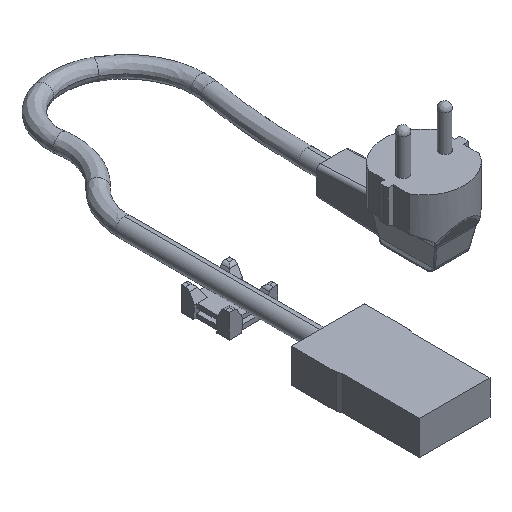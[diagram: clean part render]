
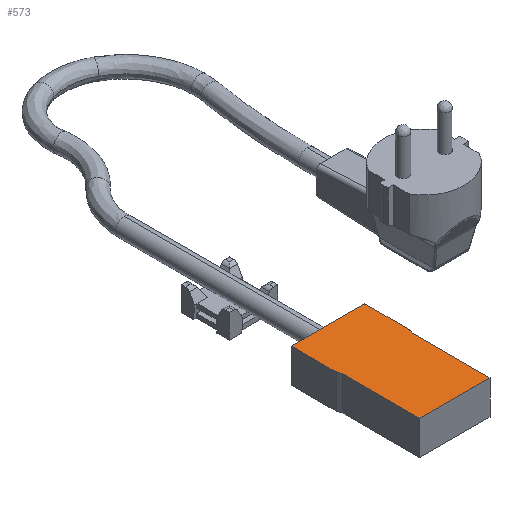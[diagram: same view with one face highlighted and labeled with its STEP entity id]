
A CAD part, isometric view. The second image highlights one B-rep face of the part: STEP entity #573.
In plain terms, the highlighted planar face has unit normal (0, 0, 1).
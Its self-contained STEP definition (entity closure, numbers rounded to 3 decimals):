
#15 = VECTOR ( 'NONE', #2866, 1000. ) ;
#227 = VERTEX_POINT ( 'NONE', #6387 ) ;
#313 = EDGE_LOOP ( 'NONE', ( #2852, #5677, #917, #2089, #5175, #4182, #2281, #878 ) ) ;
#405 = EDGE_CURVE ( 'NONE', #7005, #4033, #6359, .T. ) ;
#448 = VECTOR ( 'NONE', #4475, 1000. ) ;
#573 = ADVANCED_FACE ( 'NONE', ( #1534 ), #3050, .T. ) ;
#676 = LINE ( 'NONE', #2791, #5896 ) ;
#762 = LINE ( 'NONE', #2046, #6420 ) ;
#878 = ORIENTED_EDGE ( 'NONE', *, *, #2978, .T. ) ;
#917 = ORIENTED_EDGE ( 'NONE', *, *, #5620, .T. ) ;
#1026 = LINE ( 'NONE', #6819, #1444 ) ;
#1444 = VECTOR ( 'NONE', #6770, 1000. ) ;
#1534 = FACE_OUTER_BOUND ( 'NONE', #313, .T. ) ;
#1536 = CARTESIAN_POINT ( 'NONE',  ( -52.934, -47.636, -17.4 ) ) ;
#1703 = CARTESIAN_POINT ( 'NONE',  ( -85.014, -83.106, -17.4 ) ) ;
#2015 = CARTESIAN_POINT ( 'NONE',  ( -76.508, -23.991, -17.4 ) ) ;
#2046 = CARTESIAN_POINT ( 'NONE',  ( -85.014, -23.991, -17.4 ) ) ;
#2057 = CARTESIAN_POINT ( 'NONE',  ( -85.724, -23.991, -17.4 ) ) ;
#2089 = ORIENTED_EDGE ( 'NONE', *, *, #405, .T. ) ;
#2135 = EDGE_CURVE ( 'NONE', #2162, #3740, #762, .T. ) ;
#2162 = VERTEX_POINT ( 'NONE', #4132 ) ;
#2281 = ORIENTED_EDGE ( 'NONE', *, *, #6261, .T. ) ;
#2459 = DIRECTION ( 'NONE',  ( 0.33, -0.944, 0. ) ) ;
#2511 = CARTESIAN_POINT ( 'NONE',  ( -52.224, -45.606, -17.4 ) ) ;
#2791 = CARTESIAN_POINT ( 'NONE',  ( -76.508, -83.106, -17.4 ) ) ;
#2852 = ORIENTED_EDGE ( 'NONE', *, *, #2135, .T. ) ;
#2866 = DIRECTION ( 'NONE',  ( 0.33, 0.944, 0. ) ) ;
#2975 = DIRECTION ( 'NONE',  ( 0., 0., 1. ) ) ;
#2978 = EDGE_CURVE ( 'NONE', #4876, #2162, #4289, .T. ) ;
#3050 = PLANE ( 'NONE',  #6329 ) ;
#3130 = VECTOR ( 'NONE', #4806, 1000. ) ;
#3213 = DIRECTION ( 'NONE',  ( 0., -1., 0. ) ) ;
#3242 = EDGE_CURVE ( 'NONE', #6907, #4033, #5688, .T. ) ;
#3337 = DIRECTION ( 'NONE',  ( 1., 0., 0. ) ) ;
#3481 = LINE ( 'NONE', #2057, #6422 ) ;
#3653 = CARTESIAN_POINT ( 'NONE',  ( -52.224, -25.106, -17.4 ) ) ;
#3679 = DIRECTION ( 'NONE',  ( 0., -1., 0. ) ) ;
#3740 = VERTEX_POINT ( 'NONE', #1703 ) ;
#3893 = CARTESIAN_POINT ( 'NONE',  ( -52.224, -35.356, -17.4 ) ) ;
#3905 = CARTESIAN_POINT ( 'NONE',  ( -52.934, -47.636, -17.4 ) ) ;
#4033 = VERTEX_POINT ( 'NONE', #2511 ) ;
#4132 = CARTESIAN_POINT ( 'NONE',  ( -85.014, -47.636, -17.4 ) ) ;
#4182 = ORIENTED_EDGE ( 'NONE', *, *, #6985, .F. ) ;
#4289 = LINE ( 'NONE', #6825, #5515 ) ;
#4475 = DIRECTION ( 'NONE',  ( 0., -1., 0. ) ) ;
#4737 = CARTESIAN_POINT ( 'NONE',  ( -76.508, -25.106, -17.4 ) ) ;
#4806 = DIRECTION ( 'NONE',  ( 1., 0., 0. ) ) ;
#4876 = VERTEX_POINT ( 'NONE', #6321 ) ;
#4988 = VERTEX_POINT ( 'NONE', #5560 ) ;
#5029 = LINE ( 'NONE', #4737, #3130 ) ;
#5175 = ORIENTED_EDGE ( 'NONE', *, *, #3242, .F. ) ;
#5515 = VECTOR ( 'NONE', #2459, 1000. ) ;
#5560 = CARTESIAN_POINT ( 'NONE',  ( -52.934, -83.106, -17.4 ) ) ;
#5620 = EDGE_CURVE ( 'NONE', #4988, #7005, #1026, .T. ) ;
#5677 = ORIENTED_EDGE ( 'NONE', *, *, #6323, .T. ) ;
#5688 = LINE ( 'NONE', #3893, #448 ) ;
#5896 = VECTOR ( 'NONE', #3337, 1000. ) ;
#6261 = EDGE_CURVE ( 'NONE', #227, #4876, #3481, .T. ) ;
#6321 = CARTESIAN_POINT ( 'NONE',  ( -85.724, -45.606, -17.4 ) ) ;
#6323 = EDGE_CURVE ( 'NONE', #3740, #4988, #676, .T. ) ;
#6329 = AXIS2_PLACEMENT_3D ( 'NONE', #2015, #2975, #6882 ) ;
#6359 = LINE ( 'NONE', #3905, #15 ) ;
#6387 = CARTESIAN_POINT ( 'NONE',  ( -85.724, -25.106, -17.4 ) ) ;
#6420 = VECTOR ( 'NONE', #3679, 1000. ) ;
#6422 = VECTOR ( 'NONE', #3213, 1000. ) ;
#6770 = DIRECTION ( 'NONE',  ( 0., 1., 0. ) ) ;
#6819 = CARTESIAN_POINT ( 'NONE',  ( -52.934, -23.991, -17.4 ) ) ;
#6825 = CARTESIAN_POINT ( 'NONE',  ( -85.724, -45.606, -17.4 ) ) ;
#6882 = DIRECTION ( 'NONE',  ( 1., 0., 0. ) ) ;
#6907 = VERTEX_POINT ( 'NONE', #3653 ) ;
#6985 = EDGE_CURVE ( 'NONE', #227, #6907, #5029, .T. ) ;
#7005 = VERTEX_POINT ( 'NONE', #1536 ) ;
